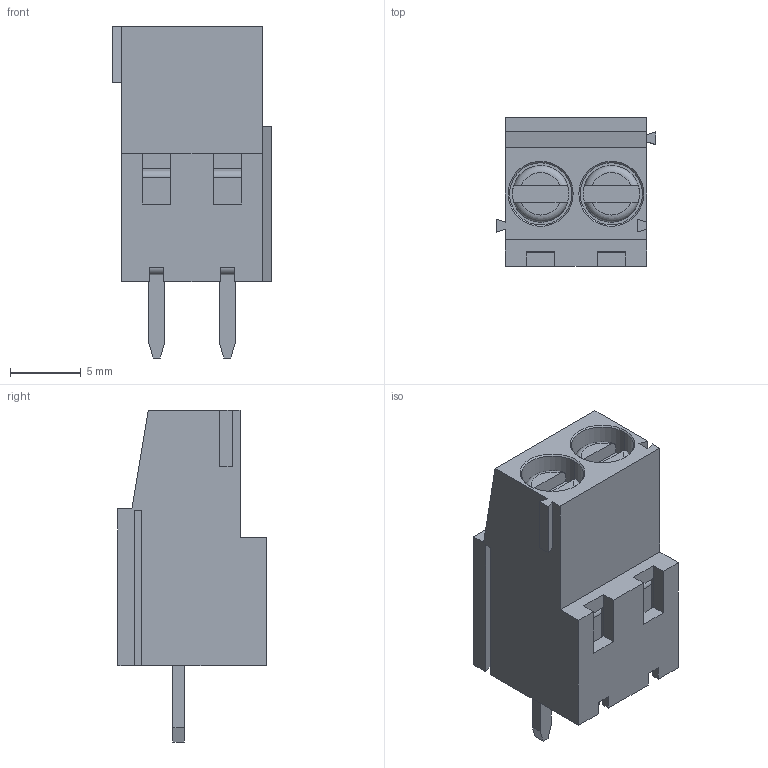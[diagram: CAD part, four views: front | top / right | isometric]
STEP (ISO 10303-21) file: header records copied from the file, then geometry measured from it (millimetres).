
FILE_DESCRIPTION (( 'STEP AP214' ), '1' );
FILE_NAME ('CONN-TH_2P-P5.00_DB129V-5.0-2P-BK-S.step', '2022-07-29T16:08:51', ( '' ), ( '' ), 'SwSTEP 2.0', 'SolidWorks 2020', '' );
FILE_SCHEMA (( 'AUTOMOTIVE_DESIGN' ));
Length unit declared in the file: millimetre
Products named in the file (1): CONN-TH_2P-P5.00_DB129V-5.0-2P-BK-S
Bounding box: 11.3 x 10.5 x 23.5 mm (x, y, z)
Volume: 1305.1 mm3; surface area: 1674.5 mm2
Topology: 14 solids, 14 shells, 432 faces, 1227 edges, 822 vertices
Faces by surface type: plane 310, bspline 98, cylinder 16, cone 4, torus 4
Entity records: 19566 total; most frequent: CARTESIAN_POINT 4024, ORIENTED_EDGE 2454, DIRECTION 1723, EDGE_CURVE 1227, LINE 957, VECTOR 957, VERTEX_POINT 822, EDGE_LOOP 463
